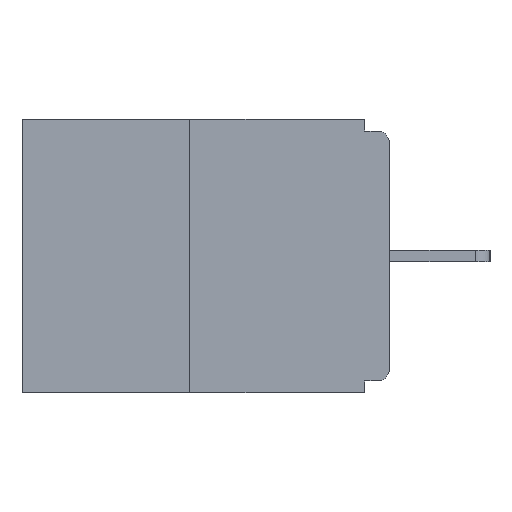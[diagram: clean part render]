
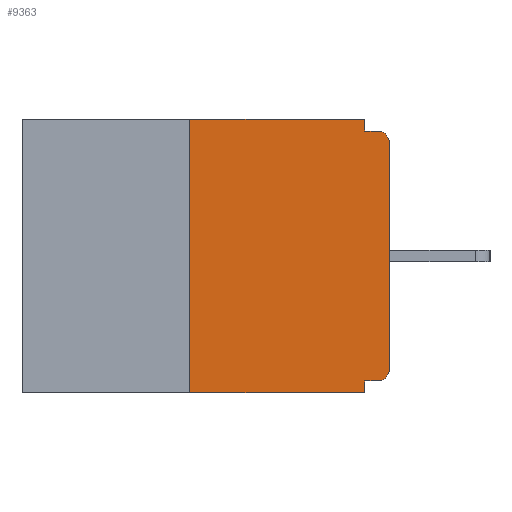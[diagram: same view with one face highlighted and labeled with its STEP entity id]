
A CAD part, left-side view. The second image highlights one B-rep face of the part: STEP entity #9363.
In plain terms, the highlighted planar face has unit normal (-1, 0, 0).
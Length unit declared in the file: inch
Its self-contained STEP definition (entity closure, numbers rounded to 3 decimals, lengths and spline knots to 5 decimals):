
#119 = VECTOR ( 'NONE', #15532, 39.37008 ) ;
#181 = LINE ( 'NONE', #4654, #2538 ) ;
#227 = ORIENTED_EDGE ( 'NONE', *, *, #3285, .T. ) ;
#248 = ORIENTED_EDGE ( 'NONE', *, *, #7309, .F. ) ;
#315 = CARTESIAN_POINT ( 'NONE',  ( 0., 0.031, 0. ) ) ;
#553 = VECTOR ( 'NONE', #6839, 39.37008 ) ;
#646 = DIRECTION ( 'NONE',  ( 1., 0., 0. ) ) ;
#953 = EDGE_LOOP ( 'NONE', ( #1592, #1041, #12728, #4187, #10458, #10977, #227, #15821, #248, #15116 ) ) ;
#1041 = ORIENTED_EDGE ( 'NONE', *, *, #4262, .F. ) ;
#1261 = CIRCLE ( 'NONE', #16712, 0.015 ) ;
#1285 = CARTESIAN_POINT ( 'NONE',  ( 0., 0., -0.015 ) ) ;
#1592 = ORIENTED_EDGE ( 'NONE', *, *, #16585, .F. ) ;
#1593 = LINE ( 'NONE', #10556, #6855 ) ;
#2025 = LINE ( 'NONE', #4536, #16982 ) ;
#2137 = VERTEX_POINT ( 'NONE', #5430 ) ;
#2415 = VERTEX_POINT ( 'NONE', #3501 ) ;
#2487 = LINE ( 'NONE', #13103, #119 ) ;
#2538 = VECTOR ( 'NONE', #12662, 39.37008 ) ;
#2950 = CARTESIAN_POINT ( 'NONE',  ( 0., 0.031, -0.343 ) ) ;
#3240 = EDGE_CURVE ( 'NONE', #15248, #14202, #2487, .T. ) ;
#3285 = EDGE_CURVE ( 'NONE', #13978, #6025, #15704, .T. ) ;
#3435 = CARTESIAN_POINT ( 'NONE',  ( 0., 0.015, -0.313 ) ) ;
#3501 = CARTESIAN_POINT ( 'NONE',  ( 0., 0.015, -0.328 ) ) ;
#3575 = DIRECTION ( 'NONE',  ( -1., 0., 0. ) ) ;
#3749 = EDGE_CURVE ( 'NONE', #14540, #7724, #8167, .T. ) ;
#3956 = LINE ( 'NONE', #1285, #5686 ) ;
#4187 = ORIENTED_EDGE ( 'NONE', *, *, #9438, .F. ) ;
#4262 = EDGE_CURVE ( 'NONE', #15248, #2137, #1593, .T. ) ;
#4502 = CARTESIAN_POINT ( 'NONE',  ( 0., 0.015, -0.015 ) ) ;
#4536 = CARTESIAN_POINT ( 'NONE',  ( 0., 0.46, 0. ) ) ;
#4580 = DIRECTION ( 'NONE',  ( 0., 0., -1. ) ) ;
#4654 = CARTESIAN_POINT ( 'NONE',  ( 0., 0., -0.328 ) ) ;
#4961 = AXIS2_PLACEMENT_3D ( 'NONE', #15406, #3575, #10228 ) ;
#5015 = CARTESIAN_POINT ( 'NONE',  ( 0., 0.031, -0.343 ) ) ;
#5430 = CARTESIAN_POINT ( 'NONE',  ( 0., 0.25, 0. ) ) ;
#5489 = CARTESIAN_POINT ( 'NONE',  ( 0., 0., -0.03 ) ) ;
#5686 = VECTOR ( 'NONE', #15528, 39.37008 ) ;
#6025 = VERTEX_POINT ( 'NONE', #5489 ) ;
#6616 = AXIS2_PLACEMENT_3D ( 'NONE', #12450, #646, #16536 ) ;
#6839 = DIRECTION ( 'NONE',  ( 0., 0., -1. ) ) ;
#6855 = VECTOR ( 'NONE', #10647, 39.37008 ) ;
#7100 = EDGE_CURVE ( 'NONE', #2415, #13978, #1261, .T. ) ;
#7309 = EDGE_CURVE ( 'NONE', #7724, #8368, #3956, .T. ) ;
#7497 = DIRECTION ( 'NONE',  ( -1., 0., 0. ) ) ;
#7562 = CARTESIAN_POINT ( 'NONE',  ( 0., 0.031, -0.015 ) ) ;
#7724 = VERTEX_POINT ( 'NONE', #7562 ) ;
#8167 = LINE ( 'NONE', #315, #9023 ) ;
#8368 = VERTEX_POINT ( 'NONE', #4502 ) ;
#8503 = PLANE ( 'NONE',  #6616 ) ;
#9023 = VECTOR ( 'NONE', #9200, 39.37008 ) ;
#9200 = DIRECTION ( 'NONE',  ( 0., 0., -1. ) ) ;
#9363 = ADVANCED_FACE ( 'NONE', ( #11252 ), #8503, .F. ) ;
#9438 = EDGE_CURVE ( 'NONE', #15462, #14202, #14854, .T. ) ;
#9564 = EDGE_CURVE ( 'NONE', #6025, #8368, #16551, .T. ) ;
#10228 = DIRECTION ( 'NONE',  ( 0., 0., -1. ) ) ;
#10356 = DIRECTION ( 'NONE',  ( 0., 0., 1. ) ) ;
#10458 = ORIENTED_EDGE ( 'NONE', *, *, #13088, .F. ) ;
#10556 = CARTESIAN_POINT ( 'NONE',  ( 0., 0.25, 0. ) ) ;
#10647 = DIRECTION ( 'NONE',  ( 0., 0., 1. ) ) ;
#10977 = ORIENTED_EDGE ( 'NONE', *, *, #7100, .T. ) ;
#10994 = DIRECTION ( 'NONE',  ( 0., -1., 0. ) ) ;
#11252 = FACE_OUTER_BOUND ( 'NONE', #953, .T. ) ;
#12088 = CARTESIAN_POINT ( 'NONE',  ( 0., 0.25, -0.343 ) ) ;
#12450 = CARTESIAN_POINT ( 'NONE',  ( 0., 0.46, 0. ) ) ;
#12662 = DIRECTION ( 'NONE',  ( 0., 1., 0. ) ) ;
#12728 = ORIENTED_EDGE ( 'NONE', *, *, #3240, .T. ) ;
#13088 = EDGE_CURVE ( 'NONE', #2415, #15462, #181, .T. ) ;
#13103 = CARTESIAN_POINT ( 'NONE',  ( 0., 0.46, -0.343 ) ) ;
#13468 = CARTESIAN_POINT ( 'NONE',  ( 0., 0., -0.313 ) ) ;
#13978 = VERTEX_POINT ( 'NONE', #13468 ) ;
#14202 = VERTEX_POINT ( 'NONE', #5015 ) ;
#14298 = CARTESIAN_POINT ( 'NONE',  ( 0., 0., 0. ) ) ;
#14422 = VECTOR ( 'NONE', #10356, 39.37008 ) ;
#14540 = VERTEX_POINT ( 'NONE', #15003 ) ;
#14854 = LINE ( 'NONE', #2950, #553 ) ;
#15003 = CARTESIAN_POINT ( 'NONE',  ( 0., 0.031, 0. ) ) ;
#15116 = ORIENTED_EDGE ( 'NONE', *, *, #3749, .F. ) ;
#15248 = VERTEX_POINT ( 'NONE', #12088 ) ;
#15406 = CARTESIAN_POINT ( 'NONE',  ( 0., 0.015, -0.03 ) ) ;
#15462 = VERTEX_POINT ( 'NONE', #17021 ) ;
#15528 = DIRECTION ( 'NONE',  ( 0., -1., 0. ) ) ;
#15532 = DIRECTION ( 'NONE',  ( 0., -1., 0. ) ) ;
#15704 = LINE ( 'NONE', #14298, #14422 ) ;
#15821 = ORIENTED_EDGE ( 'NONE', *, *, #9564, .T. ) ;
#16536 = DIRECTION ( 'NONE',  ( 0., 0., -1. ) ) ;
#16551 = CIRCLE ( 'NONE', #4961, 0.015 ) ;
#16585 = EDGE_CURVE ( 'NONE', #2137, #14540, #2025, .T. ) ;
#16712 = AXIS2_PLACEMENT_3D ( 'NONE', #3435, #7497, #4580 ) ;
#16982 = VECTOR ( 'NONE', #10994, 39.37008 ) ;
#17021 = CARTESIAN_POINT ( 'NONE',  ( 0., 0.031, -0.328 ) ) ;
